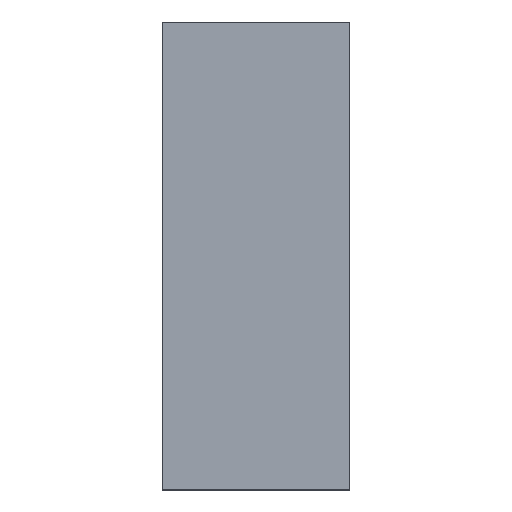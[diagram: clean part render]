
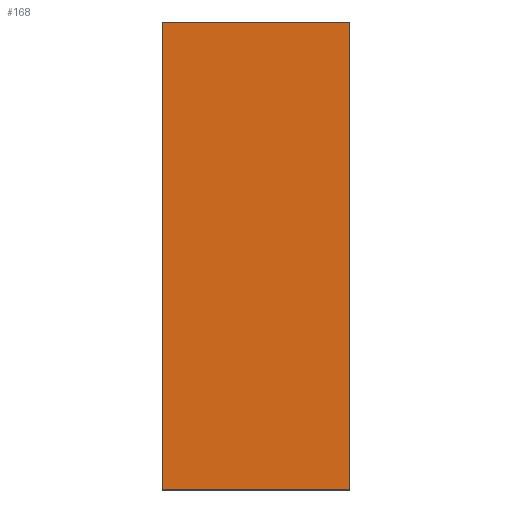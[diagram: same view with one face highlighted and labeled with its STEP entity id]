
A CAD part, top view. The second image highlights one B-rep face of the part: STEP entity #168.
In plain terms, the highlighted planar face has unit normal (0, 0, 1).
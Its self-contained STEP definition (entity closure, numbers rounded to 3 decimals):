
#160=AXIS2_PLACEMENT_3D('Plane Axis2P3D',#157,#158,#159) ;
#51=CARTESIAN_POINT('Vertex',(0.,40.,1.)) ;
#54=CARTESIAN_POINT('Line Origine',(8.,40.,1.)) ;
#58=CARTESIAN_POINT('Vertex',(16.,40.,1.)) ;
#89=CARTESIAN_POINT('Vertex',(0.,0.,1.)) ;
#92=CARTESIAN_POINT('Line Origine',(0.,20.,1.)) ;
#120=CARTESIAN_POINT('Vertex',(16.,0.,1.)) ;
#123=CARTESIAN_POINT('Line Origine',(8.,0.,1.)) ;
#145=CARTESIAN_POINT('Line Origine',(16.,20.,1.)) ;
#157=CARTESIAN_POINT('Axis2P3D Location',(8.,20.,1.)) ;
#55=DIRECTION('Vector Direction',(-1.,0.,0.)) ;
#93=DIRECTION('Vector Direction',(0.,1.,0.)) ;
#124=DIRECTION('Vector Direction',(1.,0.,0.)) ;
#146=DIRECTION('Vector Direction',(0.,-1.,0.)) ;
#158=DIRECTION('Axis2P3D Direction',(0.,0.,1.)) ;
#159=DIRECTION('Axis2P3D XDirection',(0.,-1.,0.)) ;
#56=VECTOR('Line Direction',#55,1.) ;
#94=VECTOR('Line Direction',#93,1.) ;
#125=VECTOR('Line Direction',#124,1.) ;
#147=VECTOR('Line Direction',#146,1.) ;
#163=ORIENTED_EDGE('',*,*,#60,.T.) ;
#164=ORIENTED_EDGE('',*,*,#96,.T.) ;
#165=ORIENTED_EDGE('',*,*,#127,.T.) ;
#166=ORIENTED_EDGE('',*,*,#149,.T.) ;
#168=ADVANCED_FACE('S3D - gedreht',(#167),#161,.T.) ;
#60=EDGE_CURVE('',#59,#52,#57,.T.) ;
#96=EDGE_CURVE('',#52,#90,#95,.F.) ;
#127=EDGE_CURVE('',#90,#121,#126,.T.) ;
#149=EDGE_CURVE('',#121,#59,#148,.F.) ;
#162=EDGE_LOOP('',(#163,#164,#165,#166)) ;
#167=FACE_OUTER_BOUND('',#162,.T.) ;
#57=LINE('Line',#54,#56) ;
#95=LINE('Line',#92,#94) ;
#126=LINE('Line',#123,#125) ;
#148=LINE('Line',#145,#147) ;
#161=PLANE('',#160) ;
#52=VERTEX_POINT('',#51) ;
#59=VERTEX_POINT('',#58) ;
#90=VERTEX_POINT('',#89) ;
#121=VERTEX_POINT('',#120) ;
